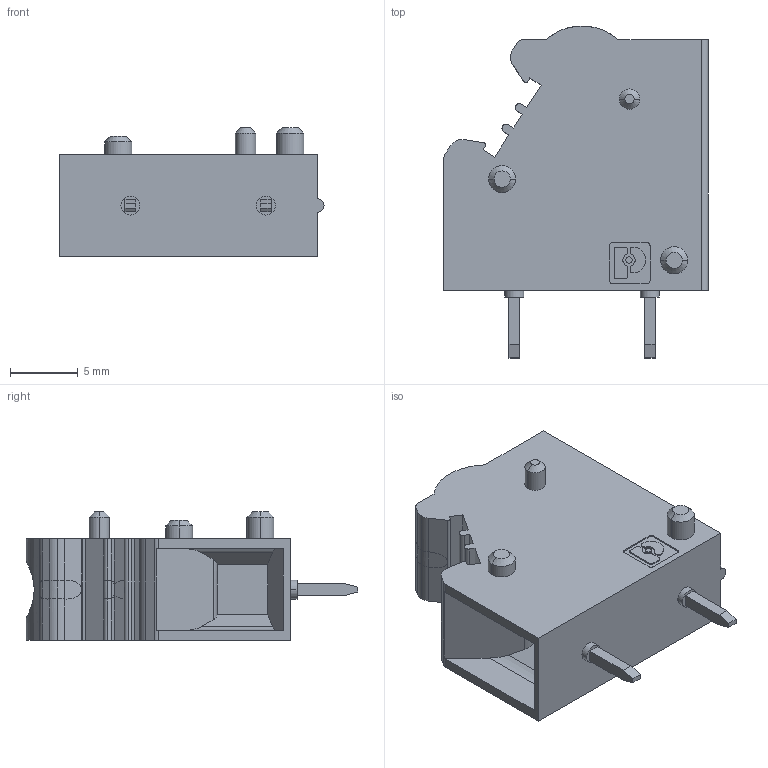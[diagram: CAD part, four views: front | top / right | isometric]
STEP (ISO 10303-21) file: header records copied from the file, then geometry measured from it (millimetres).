
FILE_DESCRIPTION(('SolidDesigner STEP Export'),'1');
FILE_NAME('gkds.stp','2000-06-29T16:43:42',(''),(''), 'SolidDesigner STEP processor Version: 7.0(Mar 1999)for AP214(CD)(Solid Model)', 'CoCreate SolidDesigner: 07.50 21-Dec-99(C) CoCreate Software GmbH','');
FILE_SCHEMA(('AUTOMOTIVE_DESIGN_CC2 {1 2 10303 214 -1 1 5 1}'));
Length unit declared in the file: millimetre
Products named in the file (1): gkds
Bounding box: 19.5 x 24.5 x 9.5 mm (x, y, z)
Volume: 2080.5 mm3; surface area: 1541.4 mm2
Topology: 1 solids, 1 shells, 183 faces, 447 edges, 283 vertices
Faces by surface type: plane 89, cylinder 78, cone 16
Entity records: 7208 total; most frequent: CARTESIAN_POINT 1827, ORIENTED_EDGE 894, DIRECTION 703, EDGE_CURVE 447, VERTEX_POINT 283, VECTOR 247, LINE 247, AXIS2_PLACEMENT_3D 228
